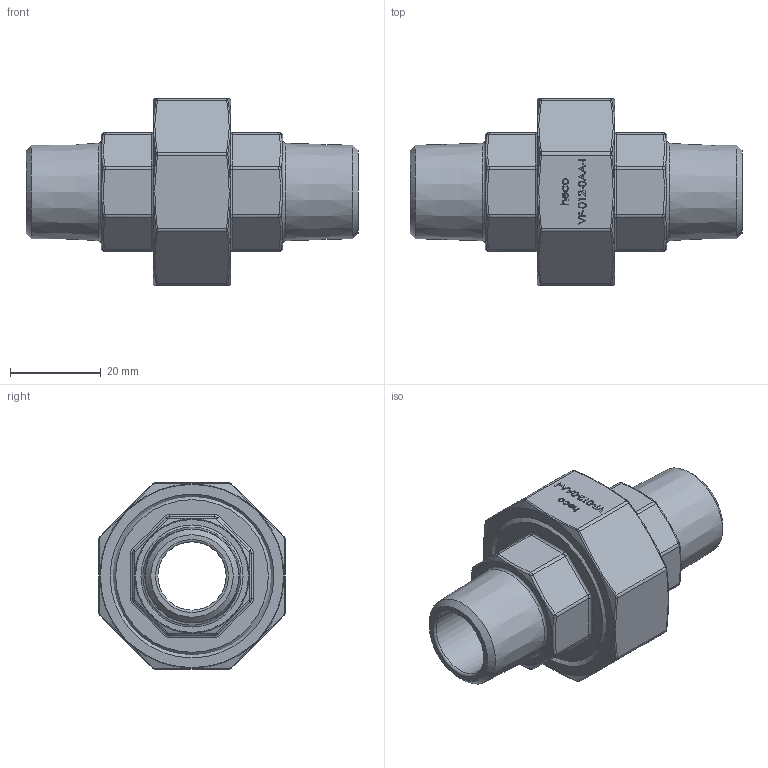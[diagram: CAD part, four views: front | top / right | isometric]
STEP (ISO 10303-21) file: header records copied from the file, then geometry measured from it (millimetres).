
FILE_DESCRIPTION (( 'STEP AP214' ), '1' );
FILE_NAME ('VF-012-0AA-I Verschraubung flach 2110.STEP', '2021-10-01T09:09:03', ( '' ), ( '' ), 'SwSTEP 2.0', 'SolidWorks 2019', '' );
FILE_SCHEMA (( 'AUTOMOTIVE_DESIGN' ));
Length unit declared in the file: millimetre
Products named in the file (1): VF-012-0AA-I Verschraubung flach 2110
Bounding box: 73 x 41 x 41 mm (x, y, z)
Volume: 31429.4 mm3; surface area: 18331.5 mm2
Topology: 4 solids, 4 shells, 372 faces, 889 edges, 553 vertices
Faces by surface type: plane 140, bspline 123, cylinder 53, torus 41, cone 15
Full cylindrical faces by diameter (mm): 15 x2, 18 x2, 22 x2, 23 x1, 29.5 x1, 30 x1, 33.5 x2, 33.84 x1, 36 x1
Entity records: 19080 total; most frequent: CARTESIAN_POINT 7423, ORIENTED_EDGE 1634, DIRECTION 1263, EDGE_CURVE 817, VERTEX_POINT 534, EDGE_LOOP 461, AXIS2_PLACEMENT_3D 442, FACE_OUTER_BOUND 410
